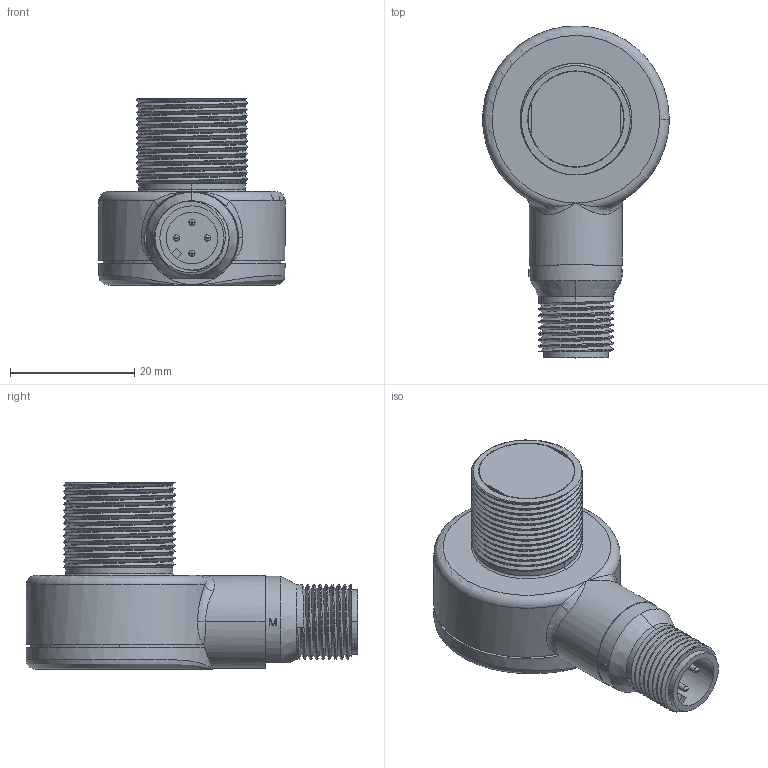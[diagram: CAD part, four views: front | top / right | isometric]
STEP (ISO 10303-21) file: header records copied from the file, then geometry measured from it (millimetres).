
FILE_DESCRIPTION((''),'2;1');
FILE_NAME('155307_SW','2010-12-03T',('banengservice'),('BANNER ENGINEERING'),'PRO/ENGINEER BY PARAMETRIC TECHNOLOGY CORPORATION, 2009141','PRO/ENGINEER BY PARAMETRIC TECHNOLOGY CORPORATION, 2009141','');
FILE_SCHEMA(('CONFIG_CONTROL_DESIGN'));
Length unit declared in the file: inch
Products named in the file (1): 155307_SW
Bounding box: 30.05 x 53.5 x 30.14 mm (x, y, z)
Volume: 6881.2 mm3; surface area: 12694.8 mm2
Topology: 3 solids, 4 shells, 414 faces, 1038 edges, 661 vertices
Faces by surface type: plane 169, cylinder 157, bspline 36, cone 20, torus 18, sphere 6, extrusion 6, revolution 2
Entity records: 27197 total; most frequent: CARTESIAN_POINT 17462, ORIENTED_EDGE 2060, DIRECTION 1937, EDGE_CURVE 1030, AXIS2_PLACEMENT_3D 714, VERTEX_POINT 661, VECTOR 507, LINE 501
